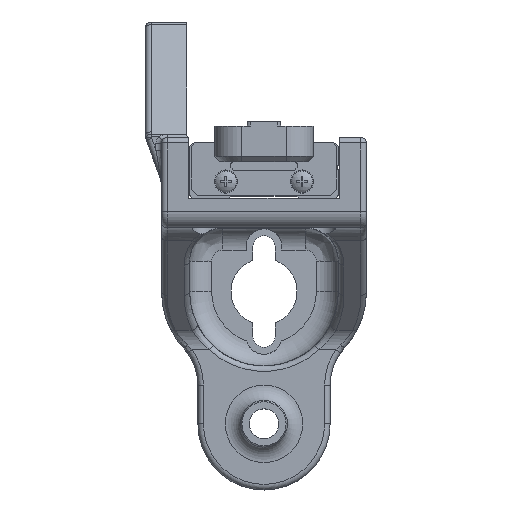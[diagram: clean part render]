
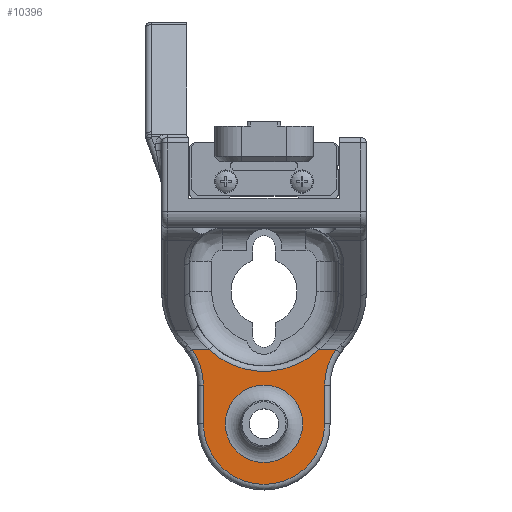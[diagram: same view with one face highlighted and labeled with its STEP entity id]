
A CAD part, top view. The second image highlights one B-rep face of the part: STEP entity #10396.
In plain terms, the highlighted planar face has unit normal (0, 0, 1).
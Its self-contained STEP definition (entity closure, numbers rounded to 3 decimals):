
#155=FACE_BOUND('',#1727,.T.);
#559=CIRCLE('',#11147,11.);
#563=CIRCLE('',#11153,11.);
#567=CIRCLE('',#11159,11.);
#585=CIRCLE('',#11193,14.5);
#586=CIRCLE('',#11194,7.031);
#1112=FACE_OUTER_BOUND('',#1726,.T.);
#1726=EDGE_LOOP('',(#7061,#7062,#7063,#7064,#7065,#7066,#7067,#7068));
#1727=EDGE_LOOP('',(#7069));
#2422=LINE('',#15824,#3398);
#2424=LINE('',#15836,#3400);
#2438=LINE('',#16005,#3414);
#2439=LINE('',#16013,#3415);
#3398=VECTOR('',#12412,10.);
#3400=VECTOR('',#12426,10.);
#3414=VECTOR('',#12510,10.);
#3415=VECTOR('',#12513,10.);
#4381=VERTEX_POINT('',#15804);
#4383=VERTEX_POINT('',#15816);
#4385=VERTEX_POINT('',#15822);
#4387=VERTEX_POINT('',#15828);
#4389=VERTEX_POINT('',#15834);
#4391=VERTEX_POINT('',#15840);
#4417=VERTEX_POINT('',#16004);
#4418=VERTEX_POINT('',#16012);
#4419=VERTEX_POINT('',#16015);
#5403=EDGE_CURVE('',#4383,#4381,#559,.T.);
#5406=EDGE_CURVE('',#4385,#4383,#2422,.T.);
#5409=EDGE_CURVE('',#4387,#4385,#563,.T.);
#5412=EDGE_CURVE('',#4389,#4387,#2424,.T.);
#5415=EDGE_CURVE('',#4391,#4389,#567,.T.);
#5455=EDGE_CURVE('',#4381,#4417,#2438,.T.);
#5457=EDGE_CURVE('',#4418,#4391,#2439,.T.);
#5458=EDGE_CURVE('',#4417,#4418,#585,.T.);
#5459=EDGE_CURVE('',#4419,#4419,#586,.T.);
#7061=ORIENTED_EDGE('',*,*,#5403,.F.);
#7062=ORIENTED_EDGE('',*,*,#5406,.F.);
#7063=ORIENTED_EDGE('',*,*,#5409,.F.);
#7064=ORIENTED_EDGE('',*,*,#5412,.F.);
#7065=ORIENTED_EDGE('',*,*,#5415,.F.);
#7066=ORIENTED_EDGE('',*,*,#5457,.F.);
#7067=ORIENTED_EDGE('',*,*,#5458,.F.);
#7068=ORIENTED_EDGE('',*,*,#5455,.F.);
#7069=ORIENTED_EDGE('',*,*,#5459,.F.);
#10041=PLANE('',#11192);
#10396=ADVANCED_FACE('',(#1112,#155),#10041,.F.);
#11147=AXIS2_PLACEMENT_3D('',#15818,#12404,#12405);
#11153=AXIS2_PLACEMENT_3D('',#15830,#12418,#12419);
#11159=AXIS2_PLACEMENT_3D('',#15842,#12432,#12433);
#11192=AXIS2_PLACEMENT_3D('',#16011,#12511,#12512);
#11193=AXIS2_PLACEMENT_3D('',#16014,#12514,#12515);
#11194=AXIS2_PLACEMENT_3D('',#16016,#12516,#12517);
#12404=DIRECTION('center_axis',(0.,0.,
1.));
#12405=DIRECTION('ref_axis',(0.94,0.34,0.));
#12412=DIRECTION('',(0.,1.,0.));
#12418=DIRECTION('center_axis',(0.,0.,
-1.));
#12419=DIRECTION('ref_axis',(0.,-1.,0.));
#12426=DIRECTION('',(0.,-1.,0.));
#12432=DIRECTION('center_axis',(0.,0.,
1.));
#12433=DIRECTION('ref_axis',(-0.94,0.34,0.));
#12510=DIRECTION('',(1.,0.,0.));
#12511=DIRECTION('center_axis',(0.,0.,
-1.));
#12512=DIRECTION('ref_axis',(0.,1.,0.));
#12513=DIRECTION('',(1.,0.,0.));
#12514=DIRECTION('center_axis',(0.,0.,
1.));
#12515=DIRECTION('ref_axis',(0.,-1.,0.));
#12516=DIRECTION('center_axis',(0.,0.,
1.));
#12517=DIRECTION('ref_axis',(1.,0.,0.));
#15804=CARTESIAN_POINT('',(64.351,61.119,-342.227));
#15816=CARTESIAN_POINT('',(66.399,54.726,-342.227));
#15818=CARTESIAN_POINT('Origin',(55.399,54.726,-342.227));
#15822=CARTESIAN_POINT('',(66.399,47.69,-342.227));
#15824=CARTESIAN_POINT('',(66.399,59.557,-342.227));
#15828=CARTESIAN_POINT('',(88.399,47.69,-342.227));
#15830=CARTESIAN_POINT('Origin',(77.399,47.69,-342.227));
#15834=CARTESIAN_POINT('',(88.399,54.726,-342.227));
#15836=CARTESIAN_POINT('',(88.399,52.14,-342.227));
#15840=CARTESIAN_POINT('',(90.447,61.119,-342.227));
#15842=CARTESIAN_POINT('Origin',(99.399,54.726,-342.227));
#16004=CARTESIAN_POINT('',(67.474,61.119,-342.227));
#16005=CARTESIAN_POINT('',(59.395,61.119,-342.227));
#16011=CARTESIAN_POINT('Origin',(59.395,56.59,-342.227));
#16012=CARTESIAN_POINT('',(87.324,61.119,-342.227));
#16013=CARTESIAN_POINT('',(59.395,61.119,-342.227));
#16014=CARTESIAN_POINT('Origin',(77.399,71.69,-342.227));
#16015=CARTESIAN_POINT('',(70.368,47.69,-342.227));
#16016=CARTESIAN_POINT('Origin',(77.399,47.69,-342.227));
